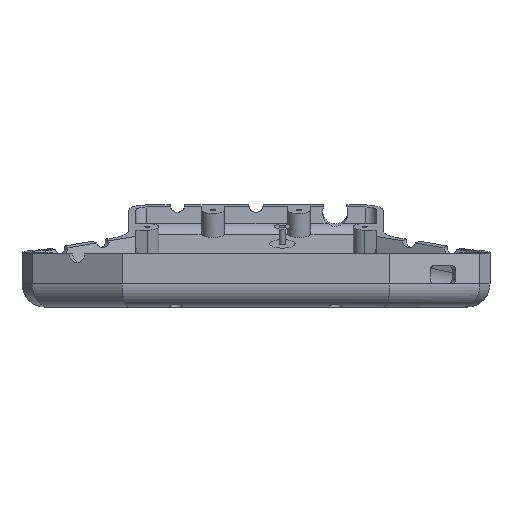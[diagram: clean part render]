
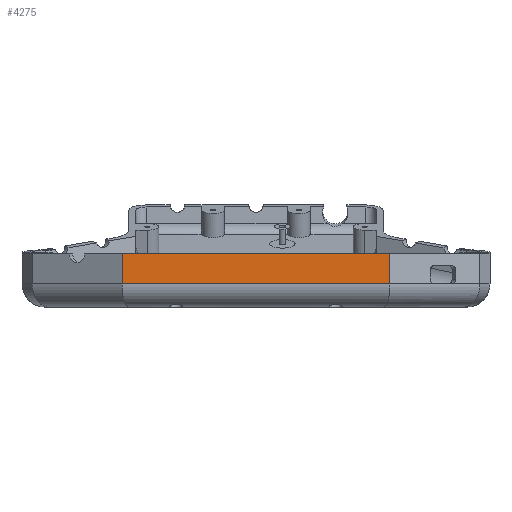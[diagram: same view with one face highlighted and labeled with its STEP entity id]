
A CAD part, front view. The second image highlights one B-rep face of the part: STEP entity #4275.
In plain terms, the highlighted planar face has unit normal (0, -1, 0).
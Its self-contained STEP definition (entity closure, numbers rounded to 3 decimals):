
#193=PLANE('',#4750);
#493=FACE_OUTER_BOUND('',#784,.T.);
#784=EDGE_LOOP('',(#3825,#3826,#3827,#3828));
#987=LINE('',#7248,#1303);
#1035=LINE('',#7376,#1351);
#1109=LINE('',#8061,#1425);
#1221=LINE('',#8676,#1537);
#1303=VECTOR('',#5008,10.);
#1351=VECTOR('',#5122,10.);
#1425=VECTOR('',#5518,10.);
#1537=VECTOR('',#5960,10.);
#1803=VERTEX_POINT('',#7245);
#1804=VERTEX_POINT('',#7247);
#1850=VERTEX_POINT('',#7373);
#1851=VERTEX_POINT('',#7375);
#2232=EDGE_CURVE('',#1803,#1804,#987,.T.);
#2294=EDGE_CURVE('',#1851,#1850,#1035,.T.);
#2475=EDGE_CURVE('',#1851,#1803,#1109,.T.);
#2680=EDGE_CURVE('',#1850,#1804,#1221,.T.);
#3825=ORIENTED_EDGE('',*,*,#2680,.T.);
#3826=ORIENTED_EDGE('',*,*,#2232,.F.);
#3827=ORIENTED_EDGE('',*,*,#2475,.F.);
#3828=ORIENTED_EDGE('',*,*,#2294,.T.);
#4275=ADVANCED_FACE('',(#493),#193,.T.);
#4750=AXIS2_PLACEMENT_3D('',#8680,#5963,#5964);
#5008=DIRECTION('',(0.,0.,1.));
#5122=DIRECTION('',(0.,0.,1.));
#5518=DIRECTION('',(-1.,0.,0.));
#5960=DIRECTION('',(-1.,0.,0.));
#5963=DIRECTION('center_axis',(0.,-1.,0.));
#5964=DIRECTION('ref_axis',(1.,0.,0.));
#7245=CARTESIAN_POINT('',(-58.,-103.366,10.));
#7247=CARTESIAN_POINT('',(-58.,-103.366,23.));
#7248=CARTESIAN_POINT('',(-58.,-103.366,0.));
#7373=CARTESIAN_POINT('',(58.,-103.366,23.));
#7375=CARTESIAN_POINT('',(58.,-103.366,10.));
#7376=CARTESIAN_POINT('',(58.,-103.366,0.));
#8061=CARTESIAN_POINT('',(-54.325,-103.366,10.));
#8676=CARTESIAN_POINT('',(-79.651,-103.366,23.));
#8680=CARTESIAN_POINT('Origin',(-58.,-103.366,0.));
